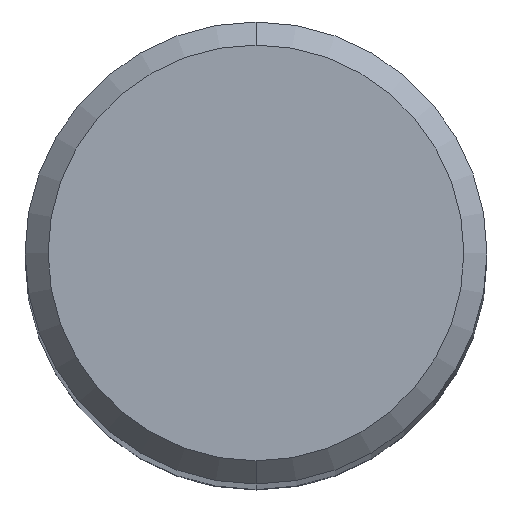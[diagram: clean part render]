
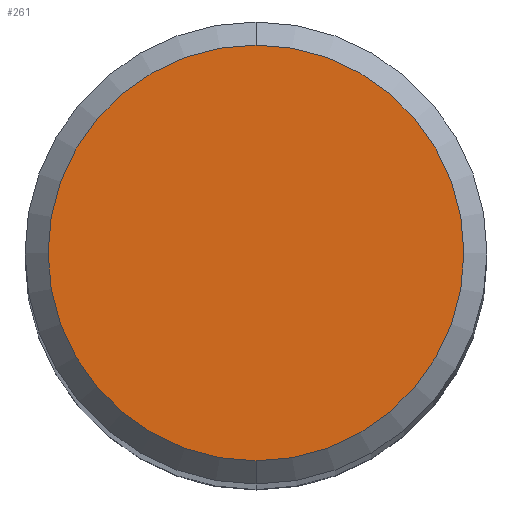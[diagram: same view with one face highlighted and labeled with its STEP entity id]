
A CAD part, top view. The second image highlights one B-rep face of the part: STEP entity #261.
In plain terms, the highlighted planar face has unit normal (0, 0, 1).
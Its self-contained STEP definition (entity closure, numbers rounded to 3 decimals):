
#167=EDGE_CURVE('',#305,#307,#425,.T.);
#187=EDGE_CURVE('',#307,#305,#448,.T.);
#261=ADVANCED_FACE('',(#527),#528,.T.);
#305=VERTEX_POINT('',#576);
#307=VERTEX_POINT('',#578);
#425=CIRCLE('',#700,4.5);
#448=CIRCLE('',#729,4.5);
#527=FACE_OUTER_BOUND('',#929,.T.);
#528=PLANE('',#930);
#576=CARTESIAN_POINT('',(0.0,4.5,0.0));
#578=CARTESIAN_POINT('',(0.,-4.5,0.0));
#700=AXIS2_PLACEMENT_3D('',#1291,#1292,#1293);
#729=AXIS2_PLACEMENT_3D('',#1331,#1332,#1333);
#929=EDGE_LOOP('',(#1394,#1395));
#930=AXIS2_PLACEMENT_3D('',#1396,#1397,#1398);
#1291=CARTESIAN_POINT('',(0.0,0.0,0.0));
#1292=DIRECTION('',(0.0,0.0,-1.0));
#1293=DIRECTION('',(0.0,1.0,0.0));
#1331=CARTESIAN_POINT('',(0.0,0.0,0.0));
#1332=DIRECTION('',(0.0,0.0,-1.0));
#1333=DIRECTION('',(0.0,1.0,0.0));
#1394=ORIENTED_EDGE('',*,*,#167,.F.);
#1395=ORIENTED_EDGE('',*,*,#187,.F.);
#1396=CARTESIAN_POINT('',(0.0,2.25,0.0));
#1397=DIRECTION('',(-0.0,0.0,1.0));
#1398=DIRECTION('',(0.0,-1.0,0.0));
